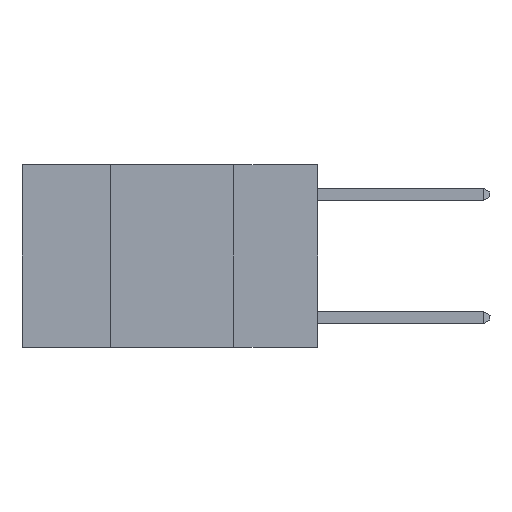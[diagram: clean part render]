
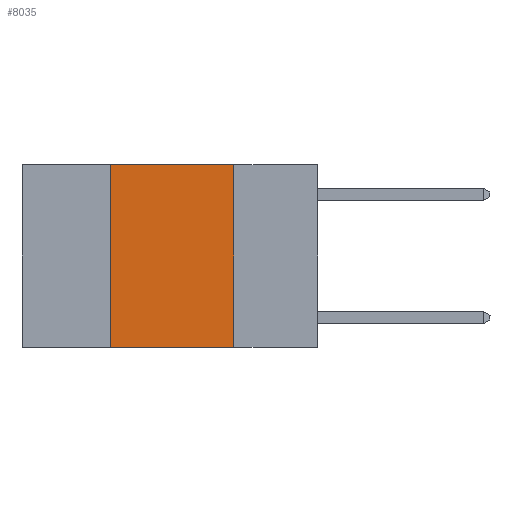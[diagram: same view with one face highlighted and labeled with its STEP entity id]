
A CAD part, left-side view. The second image highlights one B-rep face of the part: STEP entity #8035.
In plain terms, the highlighted planar face has unit normal (-1, 0, 0).
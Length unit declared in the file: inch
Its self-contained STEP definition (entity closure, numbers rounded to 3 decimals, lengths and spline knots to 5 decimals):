
#453 = ORIENTED_EDGE ( 'NONE', *, *, #7634, .F. ) ;
#1291 = VECTOR ( 'NONE', #15808, 39.37008 ) ;
#1428 = VECTOR ( 'NONE', #16597, 39.37008 ) ;
#2361 = DIRECTION ( 'NONE',  ( 0., -1., 0. ) ) ;
#5001 = LINE ( 'NONE', #22138, #24716 ) ;
#5037 = VERTEX_POINT ( 'NONE', #19816 ) ;
#5688 = EDGE_CURVE ( 'NONE', #20556, #20963, #21492, .T. ) ;
#6523 = LINE ( 'NONE', #7809, #1291 ) ;
#6660 = LINE ( 'NONE', #16517, #1428 ) ;
#7117 = CARTESIAN_POINT ( 'NONE',  ( 0., 0.17, 0. ) ) ;
#7516 = CARTESIAN_POINT ( 'NONE',  ( 0., 0.6, 0. ) ) ;
#7634 = EDGE_CURVE ( 'NONE', #24070, #20556, #6523, .T. ) ;
#7809 = CARTESIAN_POINT ( 'NONE',  ( 0., 0.6, 0. ) ) ;
#8035 = ADVANCED_FACE ( 'NONE', ( #13985 ), #21390, .F. ) ;
#9507 = DIRECTION ( 'NONE',  ( 1., 0., 0. ) ) ;
#10739 = CARTESIAN_POINT ( 'NONE',  ( 0., 0.17, -0.37 ) ) ;
#11308 = EDGE_LOOP ( 'NONE', ( #13078, #453, #11573, #19661 ) ) ;
#11573 = ORIENTED_EDGE ( 'NONE', *, *, #13965, .F. ) ;
#13078 = ORIENTED_EDGE ( 'NONE', *, *, #5688, .F. ) ;
#13965 = EDGE_CURVE ( 'NONE', #5037, #24070, #6660, .T. ) ;
#13985 = FACE_OUTER_BOUND ( 'NONE', #11308, .T. ) ;
#15808 = DIRECTION ( 'NONE',  ( 0., -1., 0. ) ) ;
#16242 = VECTOR ( 'NONE', #17700, 39.37008 ) ;
#16517 = CARTESIAN_POINT ( 'NONE',  ( 0., 0.42, 0. ) ) ;
#16597 = DIRECTION ( 'NONE',  ( 0., 0., 1. ) ) ;
#17615 = CARTESIAN_POINT ( 'NONE',  ( 0., 0.17, 0. ) ) ;
#17700 = DIRECTION ( 'NONE',  ( 0., 0., -1. ) ) ;
#18748 = AXIS2_PLACEMENT_3D ( 'NONE', #7516, #9507, #23364 ) ;
#19661 = ORIENTED_EDGE ( 'NONE', *, *, #21534, .T. ) ;
#19816 = CARTESIAN_POINT ( 'NONE',  ( 0., 0.42, -0.37 ) ) ;
#20556 = VERTEX_POINT ( 'NONE', #7117 ) ;
#20963 = VERTEX_POINT ( 'NONE', #10739 ) ;
#21390 = PLANE ( 'NONE',  #18748 ) ;
#21492 = LINE ( 'NONE', #17615, #16242 ) ;
#21534 = EDGE_CURVE ( 'NONE', #5037, #20963, #5001, .T. ) ;
#22138 = CARTESIAN_POINT ( 'NONE',  ( 0., 0.6, -0.37 ) ) ;
#23364 = DIRECTION ( 'NONE',  ( 0., 0., -1. ) ) ;
#24070 = VERTEX_POINT ( 'NONE', #24244 ) ;
#24244 = CARTESIAN_POINT ( 'NONE',  ( 0., 0.42, 0. ) ) ;
#24716 = VECTOR ( 'NONE', #2361, 39.37008 ) ;
